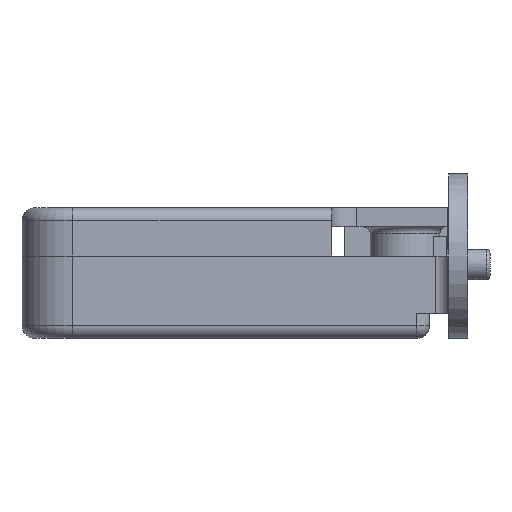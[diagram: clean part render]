
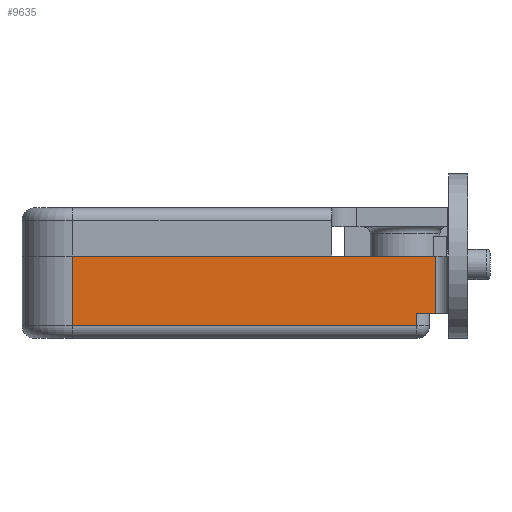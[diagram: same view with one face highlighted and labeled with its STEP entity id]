
A CAD part, left-side view. The second image highlights one B-rep face of the part: STEP entity #9635.
In plain terms, the highlighted planar face has unit normal (-1, 0, 0).
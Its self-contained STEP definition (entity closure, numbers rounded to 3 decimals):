
#797=PLANE('',#10247);
#1275=FACE_OUTER_BOUND('',#1840,.T.);
#1840=EDGE_LOOP('',(#8566,#8567,#8568,#8569,#8570,#8571));
#2647=LINE('',#18021,#3502);
#2652=LINE('',#18052,#3507);
#2663=LINE('',#18088,#3518);
#2664=LINE('',#18090,#3519);
#2665=LINE('',#18092,#3520);
#2666=LINE('',#18093,#3521);
#3502=VECTOR('',#11989,10.);
#3507=VECTOR('',#12024,10.);
#3518=VECTOR('',#12065,10.);
#3519=VECTOR('',#12066,10.);
#3520=VECTOR('',#12067,10.);
#3521=VECTOR('',#12068,10.);
#4686=VERTEX_POINT('',#18014);
#4689=VERTEX_POINT('',#18019);
#4699=VERTEX_POINT('',#18045);
#4710=VERTEX_POINT('',#18087);
#4711=VERTEX_POINT('',#18089);
#4712=VERTEX_POINT('',#18091);
#5999=EDGE_CURVE('',#4689,#4686,#2647,.T.);
#6014=EDGE_CURVE('',#4686,#4699,#2652,.T.);
#6033=EDGE_CURVE('',#4689,#4710,#2663,.T.);
#6034=EDGE_CURVE('',#4711,#4710,#2664,.T.);
#6035=EDGE_CURVE('',#4712,#4711,#2665,.T.);
#6036=EDGE_CURVE('',#4699,#4712,#2666,.T.);
#8566=ORIENTED_EDGE('',*,*,#6033,.T.);
#8567=ORIENTED_EDGE('',*,*,#6034,.F.);
#8568=ORIENTED_EDGE('',*,*,#6035,.F.);
#8569=ORIENTED_EDGE('',*,*,#6036,.F.);
#8570=ORIENTED_EDGE('',*,*,#6014,.F.);
#8571=ORIENTED_EDGE('',*,*,#5999,.F.);
#9635=ADVANCED_FACE('',(#1275),#797,.T.);
#10247=AXIS2_PLACEMENT_3D('',#18086,#12063,#12064);
#11989=DIRECTION('',(0.,0.,-1.));
#12024=DIRECTION('',(0.,1.,0.));
#12063=DIRECTION('center_axis',(-1.,0.,0.));
#12064=DIRECTION('ref_axis',(0.,-1.,0.));
#12065=DIRECTION('',(0.,-1.,0.));
#12066=DIRECTION('',(0.,0.,-1.));
#12067=DIRECTION('',(0.,-1.,0.));
#12068=DIRECTION('',(0.,0.,1.));
#18014=CARTESIAN_POINT('',(-2.487,1.313,2.));
#18019=CARTESIAN_POINT('',(-2.487,1.313,3.));
#18021=CARTESIAN_POINT('',(-2.487,1.313,1.));
#18045=CARTESIAN_POINT('',(-2.487,28.487,2.));
#18052=CARTESIAN_POINT('',(-2.487,21.744,2.));
#18086=CARTESIAN_POINT('Origin',(-2.487,28.487,1.));
#18087=CARTESIAN_POINT('',(-2.487,-0.187,3.));
#18088=CARTESIAN_POINT('',(-2.487,14.025,3.));
#18089=CARTESIAN_POINT('',(-2.487,-0.187,7.5));
#18090=CARTESIAN_POINT('',(-2.487,-0.187,1.));
#18091=CARTESIAN_POINT('',(-2.487,28.487,7.5));
#18092=CARTESIAN_POINT('',(-2.487,28.487,7.5));
#18093=CARTESIAN_POINT('',(-2.487,28.487,1.));
